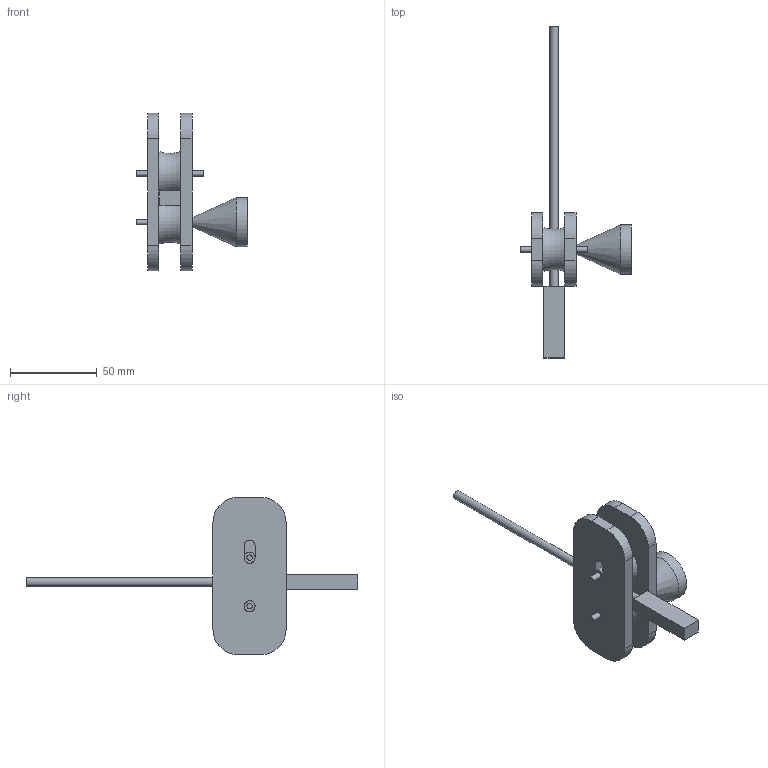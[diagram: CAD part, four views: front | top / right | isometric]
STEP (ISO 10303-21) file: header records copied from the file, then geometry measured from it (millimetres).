
FILE_DESCRIPTION(/* description */ (''),/* implementation_level */ '2;1');
FILE_NAME(/* name */ '5f7b9ac421363914d363f0a5',/* time_stamp */ '2020-10-05T22:14:28+00:00',/* author */ (''),/* organization */ (''),/* preprocessor_version */ 'ST-DEVELOPER v16.7',/* originating_system */ $,/* authorisation */ $);
FILE_SCHEMA (('AUTOMOTIVE_DESIGN {1 0 10303 214 3 1 1}'));
Length unit declared in the file: metre
Products named in the file (5): Assembly 1; Part 1
Assembly tree (6 placements, depth 2):
  Assembly 1
    Part 1
    Part 1  x2
    Part 1  x2
    Part 1
Bounding box: 63.5 x 191.5 x 90.94 mm (x, y, z)
Volume: 71997.5 mm3; surface area: 30282 mm2
Topology: 6 solids, 6 shells, 91 faces, 207 edges, 139 vertices
Faces by surface type: cylinder 49, plane 39, torus 2, cone 1
Full cylindrical faces by diameter (mm): 3.175 x4, 5 x2, 6.35 x6, 28.575 x1
Entity records: 1975 total; most frequent: DIRECTION 362, CARTESIAN_POINT 310, ORIENTED_EDGE 278, AXIS2_PLACEMENT_3D 151, EDGE_CURVE 139, VERTEX_POINT 99, EDGE_LOOP 86, FACE_BOUND 86
